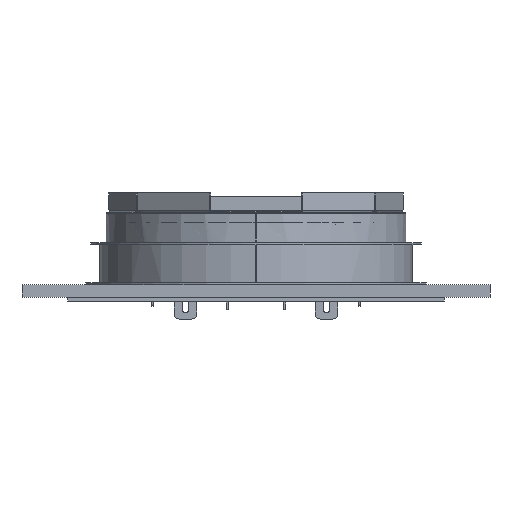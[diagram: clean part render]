
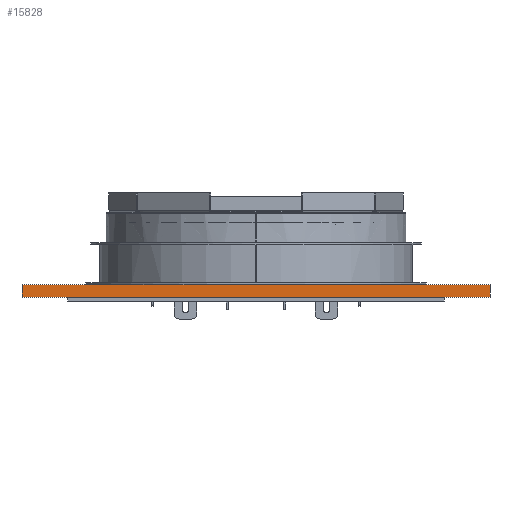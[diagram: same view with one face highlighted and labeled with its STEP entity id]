
A CAD part, front view. The second image highlights one B-rep face of the part: STEP entity #15828.
In plain terms, the highlighted face is planar.
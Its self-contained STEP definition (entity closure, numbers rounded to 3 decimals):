
#1109 = CARTESIAN_POINT ( 'NONE',  ( 237.5, -237.5, 12.5 ) ) ;
#4907 = CARTESIAN_POINT ( 'NONE',  ( 237.5, 237.5, 0. ) ) ;
#5953 = DIRECTION ( 'NONE',  ( 0., 0., -1. ) ) ;
#6986 = CARTESIAN_POINT ( 'NONE',  ( 237.5, 237.5, 12.5 ) ) ;
#9286 = LINE ( 'NONE', #60352, #56005 ) ;
#10641 = EDGE_CURVE ( 'NONE', #70826, #91169, #9286, .T. ) ;
#15828 = ADVANCED_FACE ( 'NONE', ( #17091 ), #33114, .F. ) ;
#16105 = CARTESIAN_POINT ( 'NONE',  ( 237.5, -237.5, 0. ) ) ;
#17091 = FACE_OUTER_BOUND ( 'NONE', #102608, .T. ) ;
#17099 = ORIENTED_EDGE ( 'NONE', *, *, #79647, .T. ) ;
#21025 = ORIENTED_EDGE ( 'NONE', *, *, #58105, .F. ) ;
#26372 = DIRECTION ( 'NONE',  ( 0., -1., 0. ) ) ;
#28728 = CARTESIAN_POINT ( 'NONE',  ( 237.5, 237.5, 12.5 ) ) ;
#30991 = DIRECTION ( 'NONE',  ( 0., 0., -1. ) ) ;
#33114 = PLANE ( 'NONE',  #71473 ) ;
#33970 = ORIENTED_EDGE ( 'NONE', *, *, #35410, .F. ) ;
#35410 = EDGE_CURVE ( 'NONE', #70826, #57460, #40529, .T. ) ;
#38456 = LINE ( 'NONE', #61845, #49768 ) ;
#40529 = LINE ( 'NONE', #6986, #85138 ) ;
#49768 = VECTOR ( 'NONE', #30991, 1000. ) ;
#52485 = ORIENTED_EDGE ( 'NONE', *, *, #10641, .T. ) ;
#56005 = VECTOR ( 'NONE', #99772, 1000. ) ;
#57460 = VERTEX_POINT ( 'NONE', #4907 ) ;
#58105 = EDGE_CURVE ( 'NONE', #57460, #75753, #99781, .T. ) ;
#60352 = CARTESIAN_POINT ( 'NONE',  ( 237.5, -237.5, 12.5 ) ) ;
#61845 = CARTESIAN_POINT ( 'NONE',  ( 237.5, -237.5, 12.5 ) ) ;
#70826 = VERTEX_POINT ( 'NONE', #28728 ) ;
#71473 = AXIS2_PLACEMENT_3D ( 'NONE', #1109, #82009, #99570 ) ;
#75299 = CARTESIAN_POINT ( 'NONE',  ( 237.5, -237.5, 0. ) ) ;
#75753 = VERTEX_POINT ( 'NONE', #16105 ) ;
#79647 = EDGE_CURVE ( 'NONE', #91169, #75753, #38456, .T. ) ;
#81629 = CARTESIAN_POINT ( 'NONE',  ( 237.5, -237.5, 12.5 ) ) ;
#82009 = DIRECTION ( 'NONE',  ( -1., 0., 0. ) ) ;
#85138 = VECTOR ( 'NONE', #5953, 1000. ) ;
#91169 = VERTEX_POINT ( 'NONE', #81629 ) ;
#97788 = VECTOR ( 'NONE', #26372, 1000. ) ;
#99570 = DIRECTION ( 'NONE',  ( 0., 0., -1. ) ) ;
#99772 = DIRECTION ( 'NONE',  ( 0., -1., 0. ) ) ;
#99781 = LINE ( 'NONE', #75299, #97788 ) ;
#102608 = EDGE_LOOP ( 'NONE', ( #21025, #33970, #52485, #17099 ) ) ;
